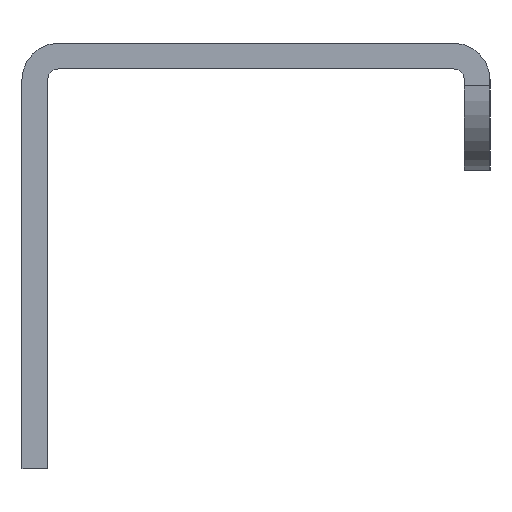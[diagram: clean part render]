
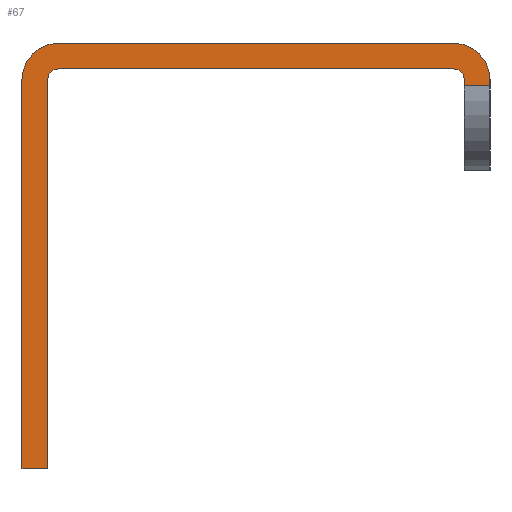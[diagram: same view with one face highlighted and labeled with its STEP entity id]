
A CAD part, left-side view. The second image highlights one B-rep face of the part: STEP entity #67.
In plain terms, the highlighted planar face has unit normal (-1, 0, 0).
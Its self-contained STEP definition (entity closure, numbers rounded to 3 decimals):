
#67 = ADVANCED_FACE( '', ( #147 ), #148, .T. );
#147 = FACE_OUTER_BOUND( '', #232, .T. );
#148 = PLANE( '', #233 );
#232 = EDGE_LOOP( '', ( #353, #354, #355, #356, #357, #358, #359, #360, #361, #362, #363, #364 ) );
#233 = AXIS2_PLACEMENT_3D( '', #365, #366, #367 );
#353 = ORIENTED_EDGE( '', *, *, #499, .F. );
#354 = ORIENTED_EDGE( '', *, *, #457, .T. );
#355 = ORIENTED_EDGE( '', *, *, #464, .T. );
#356 = ORIENTED_EDGE( '', *, *, #475, .T. );
#357 = ORIENTED_EDGE( '', *, *, #497, .T. );
#358 = ORIENTED_EDGE( '', *, *, #500, .T. );
#359 = ORIENTED_EDGE( '', *, *, #501, .T. );
#360 = ORIENTED_EDGE( '', *, *, #502, .T. );
#361 = ORIENTED_EDGE( '', *, *, #482, .F. );
#362 = ORIENTED_EDGE( '', *, *, #503, .F. );
#363 = ORIENTED_EDGE( '', *, *, #504, .F. );
#364 = ORIENTED_EDGE( '', *, *, #505, .F. );
#365 = CARTESIAN_POINT( '', ( -913.606, 17.463, 15.875 ) );
#366 = DIRECTION( '', ( -1., 0., 0. ) );
#367 = DIRECTION( '', ( 0., 0., -1. ) );
#457 = EDGE_CURVE( '', #532, #529, #533, .T. );
#464 = EDGE_CURVE( '', #529, #543, #544, .T. );
#475 = EDGE_CURVE( '', #543, #560, #562, .F. );
#482 = EDGE_CURVE( '', #573, #575, #576, .T. );
#497 = EDGE_CURVE( '', #560, #596, #598, .T. );
#499 = EDGE_CURVE( '', #532, #600, #601, .T. );
#500 = EDGE_CURVE( '', #596, #602, #603, .F. );
#501 = EDGE_CURVE( '', #602, #604, #605, .T. );
#502 = EDGE_CURVE( '', #604, #575, #606, .T. );
#503 = EDGE_CURVE( '', #607, #573, #608, .F. );
#504 = EDGE_CURVE( '', #609, #607, #610, .T. );
#505 = EDGE_CURVE( '', #600, #609, #611, .F. );
#529 = VERTEX_POINT( '', #640 );
#532 = VERTEX_POINT( '', #643 );
#533 = LINE( '', #644, #645 );
#543 = VERTEX_POINT( '', #656 );
#544 = LINE( '', #657, #658 );
#560 = VERTEX_POINT( '', #677 );
#562 = CIRCLE( '', #680, 2.718 );
#573 = VERTEX_POINT( '', #692 );
#575 = VERTEX_POINT( '', #695 );
#576 = LINE( '', #696, #697 );
#596 = VERTEX_POINT( '', #721 );
#598 = LINE( '', #724, #725 );
#600 = VERTEX_POINT( '', #727 );
#601 = LINE( '', #728, #729 );
#602 = VERTEX_POINT( '', #730 );
#603 = CIRCLE( '', #731, 2.718 );
#604 = VERTEX_POINT( '', #732 );
#605 = LINE( '', #733, #734 );
#606 = LINE( '', #735, #736 );
#607 = VERTEX_POINT( '', #737 );
#608 = CIRCLE( '', #738, 0.813 );
#609 = VERTEX_POINT( '', #739 );
#610 = LINE( '', #740, #741 );
#611 = CIRCLE( '', #742, 0.813 );
#640 = CARTESIAN_POINT( '', ( -913.606, -17.463, 12.7 ) );
#643 = CARTESIAN_POINT( '', ( -913.606, -15.558, 12.7 ) );
#644 = CARTESIAN_POINT( '', ( -913.606, 17.463, 12.7 ) );
#645 = VECTOR( '', #783, 1000. );
#656 = CARTESIAN_POINT( '', ( -913.606, -17.463, 13.157 ) );
#657 = CARTESIAN_POINT( '', ( -913.606, -17.463, 6.35 ) );
#658 = VECTOR( '', #794, 1000. );
#677 = CARTESIAN_POINT( '', ( -913.606, -14.745, 15.875 ) );
#680 = AXIS2_PLACEMENT_3D( '', #811, #812, #813 );
#692 = CARTESIAN_POINT( '', ( -913.606, 15.558, 13.157 ) );
#695 = CARTESIAN_POINT( '', ( -913.606, 15.558, -15.875 ) );
#696 = CARTESIAN_POINT( '', ( -913.606, 15.558, 15.875 ) );
#697 = VECTOR( '', #825, 1000. );
#721 = CARTESIAN_POINT( '', ( -913.606, 14.745, 15.875 ) );
#724 = CARTESIAN_POINT( '', ( -913.606, -17.463, 15.875 ) );
#725 = VECTOR( '', #843, 1000. );
#727 = CARTESIAN_POINT( '', ( -913.606, -15.558, 13.157 ) );
#728 = CARTESIAN_POINT( '', ( -913.606, -15.558, 6.35 ) );
#729 = VECTOR( '', #844, 1000. );
#730 = CARTESIAN_POINT( '', ( -913.606, 17.463, 13.157 ) );
#731 = AXIS2_PLACEMENT_3D( '', #845, #846, #847 );
#732 = CARTESIAN_POINT( '', ( -913.606, 17.463, -15.875 ) );
#733 = CARTESIAN_POINT( '', ( -913.606, 17.463, 15.875 ) );
#734 = VECTOR( '', #848, 1000. );
#735 = CARTESIAN_POINT( '', ( -913.606, 17.463, -15.875 ) );
#736 = VECTOR( '', #849, 1000. );
#737 = CARTESIAN_POINT( '', ( -913.606, 14.745, 13.97 ) );
#738 = AXIS2_PLACEMENT_3D( '', #850, #851, #852 );
#739 = CARTESIAN_POINT( '', ( -913.606, -14.745, 13.97 ) );
#740 = CARTESIAN_POINT( '', ( -913.606, -17.463, 13.97 ) );
#741 = VECTOR( '', #853, 1000. );
#742 = AXIS2_PLACEMENT_3D( '', #854, #855, #856 );
#783 = DIRECTION( '', ( 0., -1., 0. ) );
#794 = DIRECTION( '', ( 0., 0., 1. ) );
#811 = CARTESIAN_POINT( '', ( -913.606, -14.745, 13.157 ) );
#812 = DIRECTION( '', ( 1., 0., 0. ) );
#813 = DIRECTION( '', ( 0., 1., 0. ) );
#825 = DIRECTION( '', ( 0., 0., -1. ) );
#843 = DIRECTION( '', ( 0., 1., 0. ) );
#844 = DIRECTION( '', ( 0., 0., 1. ) );
#845 = CARTESIAN_POINT( '', ( -913.606, 14.745, 13.157 ) );
#846 = DIRECTION( '', ( 1., 0., 0. ) );
#847 = DIRECTION( '', ( 0., 1., 0. ) );
#848 = DIRECTION( '', ( 0., 0., -1. ) );
#849 = DIRECTION( '', ( 0., -1., 0. ) );
#850 = CARTESIAN_POINT( '', ( -913.606, 14.745, 13.157 ) );
#851 = DIRECTION( '', ( 1., 0., 0. ) );
#852 = DIRECTION( '', ( 0., 0., -1. ) );
#853 = DIRECTION( '', ( 0., 1., 0. ) );
#854 = CARTESIAN_POINT( '', ( -913.606, -14.745, 13.157 ) );
#855 = DIRECTION( '', ( 1., 0., 0. ) );
#856 = DIRECTION( '', ( 0., 0., -1. ) );
